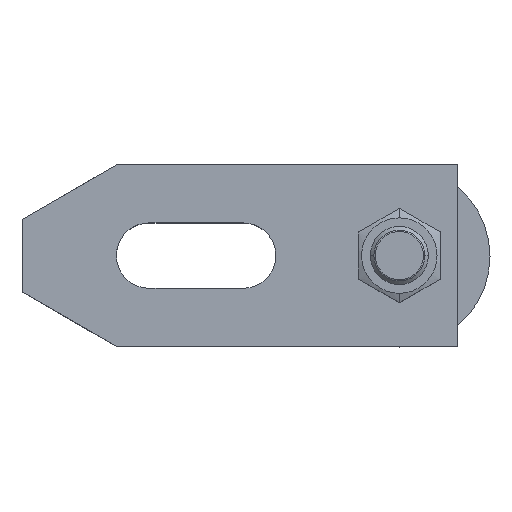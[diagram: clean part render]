
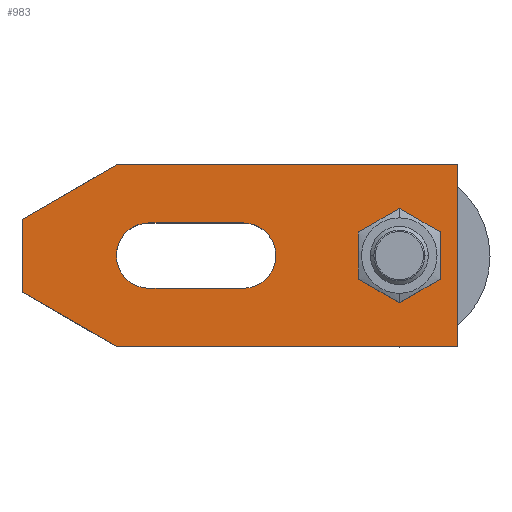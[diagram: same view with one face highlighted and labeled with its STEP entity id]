
A CAD part, top view. The second image highlights one B-rep face of the part: STEP entity #983.
In plain terms, the highlighted planar face has unit normal (0, 0, 1).
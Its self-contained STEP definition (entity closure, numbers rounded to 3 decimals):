
#387=EDGE_CURVE('',#731,#403,#1079,.T.);
#391=EDGE_CURVE('',#885,#959,#1083,.T.);
#397=VERTEX_POINT('',#1089);
#403=VERTEX_POINT('',#1096);
#493=EDGE_CURVE('',#519,#721,#1192,.T.);
#519=VERTEX_POINT('',#1218);
#573=VERTEX_POINT('',#1280);
#627=EDGE_CURVE('',#397,#519,#1341,.T.);
#635=EDGE_CURVE('',#779,#397,#1351,.T.);
#651=EDGE_CURVE('',#759,#837,#1368,.T.);
#655=EDGE_CURVE('',#573,#885,#1372,.T.);
#661=EDGE_CURVE('',#403,#573,#1378,.T.);
#721=VERTEX_POINT('',#1448);
#731=VERTEX_POINT('',#1459);
#759=VERTEX_POINT('',#1490);
#779=VERTEX_POINT('',#1511);
#819=VERTEX_POINT('',#1556);
#837=VERTEX_POINT('',#1575);
#877=EDGE_CURVE('',#959,#819,#1618,.T.);
#885=VERTEX_POINT('',#1626);
#893=EDGE_CURVE('',#819,#731,#1636,.T.);
#917=EDGE_CURVE('',#721,#779,#1661,.T.);
#959=VERTEX_POINT('',#1708);
#983=ADVANCED_FACE('',(#1739,#1740,#1741),#1742,.T.);
#1033=EDGE_CURVE('',#837,#759,#1798,.T.);
#1079=LINE('',#1848,#1849);
#1083=LINE('',#1854,#1855);
#1089=CARTESIAN_POINT('',(17.5,4.5,12.0));
#1096=CARTESIAN_POINT('',(0.0,5.,12.0));
#1192=CIRCLE('',#2054,4.5);
#1218=CARTESIAN_POINT('',(30.5,4.5,12.0));
#1280=CARTESIAN_POINT('',(13.0,12.5,12.0));
#1341=LINE('',#2284,#2285);
#1351=CIRCLE('',#2298,4.5);
#1368=CIRCLE('',#2321,4.0);
#1372=LINE('',#2326,#2327);
#1378=LINE('',#2344,#2345);
#1448=CARTESIAN_POINT('',(30.5,-4.5,12.0));
#1459=CARTESIAN_POINT('',(0.0,-5.,12.0));
#1490=CARTESIAN_POINT('',(48.0,0.,12.0));
#1511=CARTESIAN_POINT('',(17.5,-4.5,12.0));
#1556=CARTESIAN_POINT('',(13.0,-12.5,12.0));
#1575=CARTESIAN_POINT('',(56.0,0.,12.0));
#1618=LINE('',#2674,#2675);
#1626=CARTESIAN_POINT('',(60.0,12.5,12.0));
#1636=LINE('',#2710,#2711);
#1661=LINE('',#2752,#2753);
#1708=CARTESIAN_POINT('',(60.0,-12.5,12.0));
#1739=FACE_BOUND('',#2856,.T.);
#1740=FACE_BOUND('',#2857,.T.);
#1741=FACE_OUTER_BOUND('',#2858,.T.);
#1742=PLANE('',#2859);
#1798=CIRCLE('',#2937,4.0);
#1848=CARTESIAN_POINT('',(0.0,5.,12.0));
#1849=VECTOR('',#2958,1.0);
#1854=CARTESIAN_POINT('',(60.0,-12.5,12.0));
#1855=VECTOR('',#2959,1.0);
#2054=AXIS2_PLACEMENT_3D('',#3056,#3057,#3058);
#2284=CARTESIAN_POINT('',(24.868,4.5,12.0));
#2285=VECTOR('',#3211,1.0);
#2298=AXIS2_PLACEMENT_3D('',#3229,#3230,#3231);
#2321=AXIS2_PLACEMENT_3D('',#3245,#3246,#3247);
#2326=CARTESIAN_POINT('',(60.0,12.5,12.0));
#2327=VECTOR('',#3248,1.0);
#2344=CARTESIAN_POINT('',(13.0,12.5,12.0));
#2345=VECTOR('',#3249,1.0);
#2674=CARTESIAN_POINT('',(13.0,-12.5,12.0));
#2675=VECTOR('',#3512,1.0);
#2710=CARTESIAN_POINT('',(0.0,-5.,12.0));
#2711=VECTOR('',#3533,1.0);
#2752=CARTESIAN_POINT('',(31.368,-4.5,12.0));
#2753=VECTOR('',#3552,1.0);
#2856=EDGE_LOOP('',(#3664,#3665));
#2857=EDGE_LOOP('',(#3666,#3667,#3668,#3669));
#2858=EDGE_LOOP('',(#3670,#3671,#3672,#3673,#3674,#3675));
#2859=AXIS2_PLACEMENT_3D('',#3676,#3677,#3678);
#2937=AXIS2_PLACEMENT_3D('',#3747,#3748,#3749);
#2958=DIRECTION('',(0.0,1.0,0.0));
#2959=DIRECTION('',(0.0,-1.0,0.0));
#3056=CARTESIAN_POINT('',(30.5,0.0,12.0));
#3057=DIRECTION('',(0.0,0.0,-1.0));
#3058=DIRECTION('',(0.0,1.0,0.0));
#3211=DIRECTION('',(1.0,0.0,0.0));
#3229=CARTESIAN_POINT('',(17.5,0.0,12.0));
#3230=DIRECTION('',(0.0,0.0,-1.0));
#3231=DIRECTION('',(0.0,-1.0,0.0));
#3245=CARTESIAN_POINT('',(52.0,0.0,12.0));
#3246=DIRECTION('',(0.0,0.0,-1.0));
#3247=DIRECTION('',(-1.0,0.,0.0));
#3248=DIRECTION('',(1.0,0.0,0.0));
#3249=DIRECTION('',(0.866,0.5,0.0));
#3512=DIRECTION('',(-1.0,0.0,0.0));
#3533=DIRECTION('',(-0.866,0.5,0.0));
#3552=DIRECTION('',(-1.0,0.0,0.0));
#3664=ORIENTED_EDGE('',*,*,#651,.T.);
#3665=ORIENTED_EDGE('',*,*,#1033,.T.);
#3666=ORIENTED_EDGE('',*,*,#635,.T.);
#3667=ORIENTED_EDGE('',*,*,#627,.T.);
#3668=ORIENTED_EDGE('',*,*,#493,.T.);
#3669=ORIENTED_EDGE('',*,*,#917,.T.);
#3670=ORIENTED_EDGE('',*,*,#877,.F.);
#3671=ORIENTED_EDGE('',*,*,#391,.F.);
#3672=ORIENTED_EDGE('',*,*,#655,.F.);
#3673=ORIENTED_EDGE('',*,*,#661,.F.);
#3674=ORIENTED_EDGE('',*,*,#387,.F.);
#3675=ORIENTED_EDGE('',*,*,#893,.F.);
#3676=CARTESIAN_POINT('',(32.236,0.,12.0));
#3677=DIRECTION('',(0.0,0.0,1.0));
#3678=DIRECTION('',(1.0,0.0,0.0));
#3747=CARTESIAN_POINT('',(52.0,0.0,12.0));
#3748=DIRECTION('',(0.0,0.0,-1.0));
#3749=DIRECTION('',(-1.0,0.,0.0));
